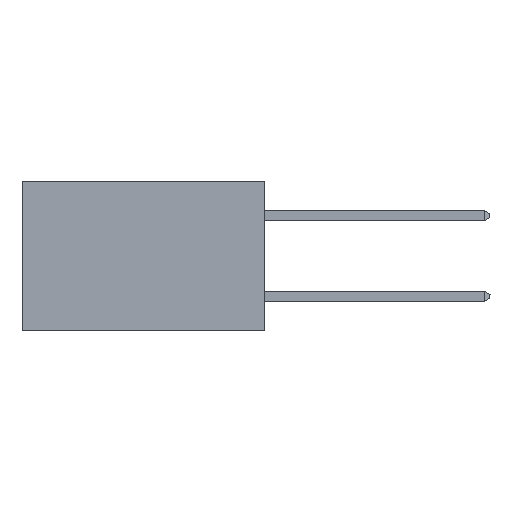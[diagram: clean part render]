
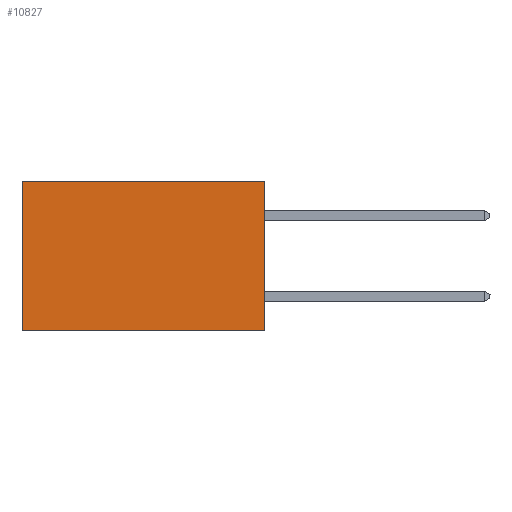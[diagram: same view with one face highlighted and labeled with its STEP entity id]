
A CAD part, left-side view. The second image highlights one B-rep face of the part: STEP entity #10827.
In plain terms, the highlighted planar face has unit normal (-1, 0, 0).
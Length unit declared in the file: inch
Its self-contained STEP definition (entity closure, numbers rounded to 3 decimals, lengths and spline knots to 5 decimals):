
#2574 = ORIENTED_EDGE ( 'NONE', *, *, #12388, .T. ) ;
#2740 = EDGE_LOOP ( 'NONE', ( #4616, #14313, #4249, #2574 ) ) ;
#2929 = VECTOR ( 'NONE', #9718, 39.37008 ) ;
#3008 = CARTESIAN_POINT ( 'NONE',  ( 0.2615, 0., -0.37 ) ) ;
#3222 = DIRECTION ( 'NONE',  ( 0., 0., -1. ) ) ;
#3368 = CARTESIAN_POINT ( 'NONE',  ( 0.2615, 0., -0.37 ) ) ;
#3681 = EDGE_CURVE ( 'NONE', #4810, #5484, #5825, .T. ) ;
#4249 = ORIENTED_EDGE ( 'NONE', *, *, #4777, .F. ) ;
#4267 = LINE ( 'NONE', #3368, #10496 ) ;
#4616 = ORIENTED_EDGE ( 'NONE', *, *, #12818, .T. ) ;
#4777 = EDGE_CURVE ( 'NONE', #10549, #4810, #4267, .T. ) ;
#4810 = VERTEX_POINT ( 'NONE', #3008 ) ;
#4978 = CARTESIAN_POINT ( 'NONE',  ( 0.2615, 0., 0. ) ) ;
#5484 = VERTEX_POINT ( 'NONE', #7540 ) ;
#5556 = VERTEX_POINT ( 'NONE', #5982 ) ;
#5825 = LINE ( 'NONE', #12602, #12226 ) ;
#5982 = CARTESIAN_POINT ( 'NONE',  ( 0.2615, 0.6, 0. ) ) ;
#7540 = CARTESIAN_POINT ( 'NONE',  ( 0.2615, 0.6, -0.37 ) ) ;
#7677 = CARTESIAN_POINT ( 'NONE',  ( 0.2615, 0., 0. ) ) ;
#8456 = FACE_OUTER_BOUND ( 'NONE', #2740, .T. ) ;
#9063 = PLANE ( 'NONE',  #10427 ) ;
#9159 = CARTESIAN_POINT ( 'NONE',  ( 0.2615, 0., -0.37 ) ) ;
#9309 = DIRECTION ( 'NONE',  ( 1., 0., 0. ) ) ;
#9477 = DIRECTION ( 'NONE',  ( 0., 0., -1. ) ) ;
#9574 = DIRECTION ( 'NONE',  ( 0., 0., -1. ) ) ;
#9610 = LINE ( 'NONE', #11653, #12502 ) ;
#9718 = DIRECTION ( 'NONE',  ( 0., 1., 0. ) ) ;
#10427 = AXIS2_PLACEMENT_3D ( 'NONE', #9159, #9309, #9574 ) ;
#10496 = VECTOR ( 'NONE', #3222, 39.37008 ) ;
#10549 = VERTEX_POINT ( 'NONE', #7677 ) ;
#10827 = ADVANCED_FACE ( 'NONE', ( #8456 ), #9063, .F. ) ;
#11653 = CARTESIAN_POINT ( 'NONE',  ( 0.2615, 0.6, -0.37 ) ) ;
#12183 = LINE ( 'NONE', #4978, #2929 ) ;
#12226 = VECTOR ( 'NONE', #12700, 39.37008 ) ;
#12388 = EDGE_CURVE ( 'NONE', #10549, #5556, #12183, .T. ) ;
#12502 = VECTOR ( 'NONE', #9477, 39.37008 ) ;
#12602 = CARTESIAN_POINT ( 'NONE',  ( 0.2615, 0., -0.37 ) ) ;
#12700 = DIRECTION ( 'NONE',  ( 0., 1., 0. ) ) ;
#12818 = EDGE_CURVE ( 'NONE', #5556, #5484, #9610, .T. ) ;
#14313 = ORIENTED_EDGE ( 'NONE', *, *, #3681, .F. ) ;
